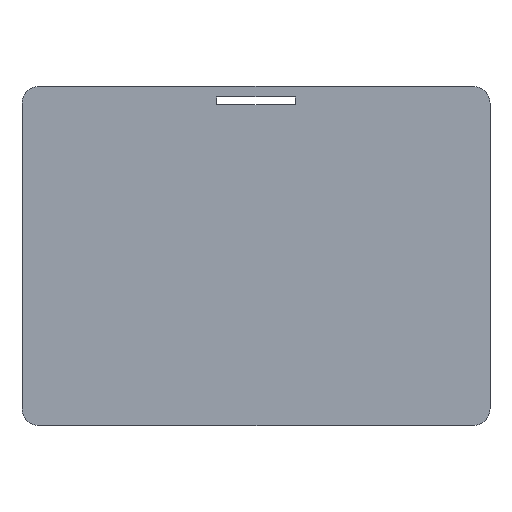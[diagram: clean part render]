
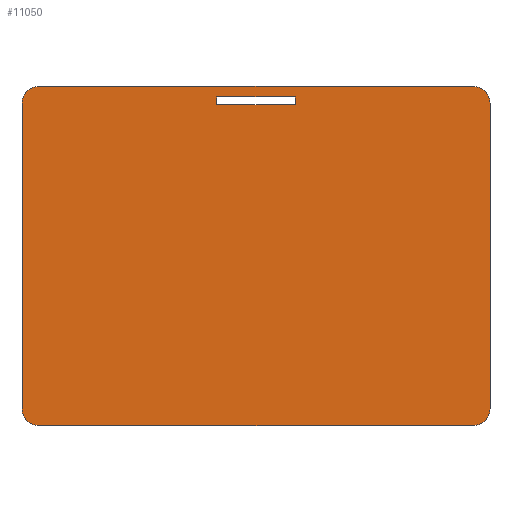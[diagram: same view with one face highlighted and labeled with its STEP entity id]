
A CAD part, front view. The second image highlights one B-rep face of the part: STEP entity #11050.
In plain terms, the highlighted planar face has unit normal (0, -1, 0).
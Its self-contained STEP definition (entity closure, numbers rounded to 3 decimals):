
#136 = EDGE_CURVE ( 'NONE', #13289, #4370, #14100, .T. ) ;
#244 = EDGE_CURVE ( 'NONE', #2532, #13289, #10069, .T. ) ;
#425 = DIRECTION ( 'NONE',  ( 0., 1., 0. ) ) ;
#659 = VERTEX_POINT ( 'NONE', #12838 ) ;
#677 = VERTEX_POINT ( 'NONE', #2316 ) ;
#1017 = ORIENTED_EDGE ( 'NONE', *, *, #8242, .T. ) ;
#1120 = VECTOR ( 'NONE', #3198, 1000. ) ;
#1548 = AXIS2_PLACEMENT_3D ( 'NONE', #13189, #3754, #6109 ) ;
#1585 = AXIS2_PLACEMENT_3D ( 'NONE', #14687, #5294, #9964 ) ;
#1805 = ORIENTED_EDGE ( 'NONE', *, *, #10329, .F. ) ;
#1960 = DIRECTION ( 'NONE',  ( 0., 0., 1. ) ) ;
#1994 = LINE ( 'NONE', #2404, #8624 ) ;
#2316 = CARTESIAN_POINT ( 'NONE',  ( 82.65, 0., 64.5 ) ) ;
#2404 = CARTESIAN_POINT ( 'NONE',  ( 89., 0., -58.15 ) ) ;
#2532 = VERTEX_POINT ( 'NONE', #4238 ) ;
#2573 = EDGE_CURVE ( 'NONE', #677, #3785, #3730, .T. ) ;
#2628 = DIRECTION ( 'NONE',  ( 0., 0., 1. ) ) ;
#2703 = CARTESIAN_POINT ( 'NONE',  ( 82.65, 0., -64.5 ) ) ;
#2960 = LINE ( 'NONE', #7206, #8670 ) ;
#2980 = ORIENTED_EDGE ( 'NONE', *, *, #12854, .F. ) ;
#3179 = EDGE_CURVE ( 'NONE', #3279, #8941, #2960, .T. ) ;
#3198 = DIRECTION ( 'NONE',  ( 0., 0., -1. ) ) ;
#3279 = VERTEX_POINT ( 'NONE', #2703 ) ;
#3614 = CARTESIAN_POINT ( 'NONE',  ( -89., 0., -58.15 ) ) ;
#3730 = CIRCLE ( 'NONE', #10873, 6.35 ) ;
#3754 = DIRECTION ( 'NONE',  ( 0., 1., 0. ) ) ;
#3785 = VERTEX_POINT ( 'NONE', #13848 ) ;
#3839 = VECTOR ( 'NONE', #1960, 1000. ) ;
#3983 = EDGE_LOOP ( 'NONE', ( #9529, #7005, #1017, #6144 ) ) ;
#4112 = ORIENTED_EDGE ( 'NONE', *, *, #11974, .F. ) ;
#4238 = CARTESIAN_POINT ( 'NONE',  ( -15., 0., 57.5 ) ) ;
#4262 = DIRECTION ( 'NONE',  ( 1., 0., 0. ) ) ;
#4370 = VERTEX_POINT ( 'NONE', #15280 ) ;
#4450 = EDGE_CURVE ( 'NONE', #8941, #8414, #7902, .T. ) ;
#4574 = LINE ( 'NONE', #7892, #14156 ) ;
#4801 = CIRCLE ( 'NONE', #7257, 6.35 ) ;
#5208 = DIRECTION ( 'NONE',  ( 0., 0., 1. ) ) ;
#5267 = EDGE_LOOP ( 'NONE', ( #12590, #2980, #10262, #9178, #4112, #1805, #8233, #6636 ) ) ;
#5294 = DIRECTION ( 'NONE',  ( 0., 1., 0. ) ) ;
#5341 = LINE ( 'NONE', #11616, #1120 ) ;
#5416 = VECTOR ( 'NONE', #15282, 1000. ) ;
#6109 = DIRECTION ( 'NONE',  ( 0., 0., 1. ) ) ;
#6144 = ORIENTED_EDGE ( 'NONE', *, *, #12212, .T. ) ;
#6184 = CARTESIAN_POINT ( 'NONE',  ( 82.65, 0., -58.15 ) ) ;
#6361 = CARTESIAN_POINT ( 'NONE',  ( -82.65, 0., 64.5 ) ) ;
#6613 = DIRECTION ( 'NONE',  ( 0., 0., 1. ) ) ;
#6636 = ORIENTED_EDGE ( 'NONE', *, *, #3179, .F. ) ;
#6687 = VERTEX_POINT ( 'NONE', #14517 ) ;
#6712 = DIRECTION ( 'NONE',  ( -1., 0., 0. ) ) ;
#7005 = ORIENTED_EDGE ( 'NONE', *, *, #136, .T. ) ;
#7090 = CARTESIAN_POINT ( 'NONE',  ( -15., 0., 60.5 ) ) ;
#7206 = CARTESIAN_POINT ( 'NONE',  ( -82.65, 0., -64.5 ) ) ;
#7257 = AXIS2_PLACEMENT_3D ( 'NONE', #6184, #12071, #5208 ) ;
#7891 = LINE ( 'NONE', #12682, #3839 ) ;
#7892 = CARTESIAN_POINT ( 'NONE',  ( -82.65, 0., 64.5 ) ) ;
#7902 = CIRCLE ( 'NONE', #1585, 6.35 ) ;
#8001 = EDGE_CURVE ( 'NONE', #6687, #3279, #4801, .T. ) ;
#8233 = ORIENTED_EDGE ( 'NONE', *, *, #4450, .F. ) ;
#8242 = EDGE_CURVE ( 'NONE', #4370, #659, #5341, .T. ) ;
#8414 = VERTEX_POINT ( 'NONE', #3614 ) ;
#8471 = LINE ( 'NONE', #12714, #15106 ) ;
#8506 = VERTEX_POINT ( 'NONE', #10930 ) ;
#8509 = CARTESIAN_POINT ( 'NONE',  ( -82.65, 0., -64.5 ) ) ;
#8619 = CARTESIAN_POINT ( 'NONE',  ( -15., 0., 57.5 ) ) ;
#8624 = VECTOR ( 'NONE', #12771, 1000. ) ;
#8670 = VECTOR ( 'NONE', #10724, 1000. ) ;
#8941 = VERTEX_POINT ( 'NONE', #8509 ) ;
#9085 = DIRECTION ( 'NONE',  ( 0., 1., 0. ) ) ;
#9178 = ORIENTED_EDGE ( 'NONE', *, *, #12799, .F. ) ;
#9529 = ORIENTED_EDGE ( 'NONE', *, *, #244, .T. ) ;
#9758 = AXIS2_PLACEMENT_3D ( 'NONE', #12138, #425, #14559 ) ;
#9923 = FACE_OUTER_BOUND ( 'NONE', #5267, .T. ) ;
#9964 = DIRECTION ( 'NONE',  ( 0., 0., 1. ) ) ;
#10069 = LINE ( 'NONE', #8619, #14671 ) ;
#10262 = ORIENTED_EDGE ( 'NONE', *, *, #2573, .F. ) ;
#10329 = EDGE_CURVE ( 'NONE', #8414, #8506, #7891, .T. ) ;
#10724 = DIRECTION ( 'NONE',  ( -1., 0., 0. ) ) ;
#10873 = AXIS2_PLACEMENT_3D ( 'NONE', #13677, #9085, #6613 ) ;
#10930 = CARTESIAN_POINT ( 'NONE',  ( -89., 0., 58.15 ) ) ;
#11050 = ADVANCED_FACE ( 'NONE', ( #9923, #13948 ), #13322, .F. ) ;
#11616 = CARTESIAN_POINT ( 'NONE',  ( 15., 0., 57.5 ) ) ;
#11672 = CARTESIAN_POINT ( 'NONE',  ( -15., 0., 60.5 ) ) ;
#11974 = EDGE_CURVE ( 'NONE', #8506, #12149, #14377, .T. ) ;
#12071 = DIRECTION ( 'NONE',  ( 0., 1., 0. ) ) ;
#12138 = CARTESIAN_POINT ( 'NONE',  ( 82.65, 0., -58.15 ) ) ;
#12149 = VERTEX_POINT ( 'NONE', #6361 ) ;
#12212 = EDGE_CURVE ( 'NONE', #659, #2532, #8471, .T. ) ;
#12590 = ORIENTED_EDGE ( 'NONE', *, *, #8001, .F. ) ;
#12682 = CARTESIAN_POINT ( 'NONE',  ( -89., 0., -58.15 ) ) ;
#12714 = CARTESIAN_POINT ( 'NONE',  ( -15., 0., 57.5 ) ) ;
#12771 = DIRECTION ( 'NONE',  ( 0., 0., -1. ) ) ;
#12799 = EDGE_CURVE ( 'NONE', #12149, #677, #4574, .T. ) ;
#12838 = CARTESIAN_POINT ( 'NONE',  ( 15., 0., 57.5 ) ) ;
#12854 = EDGE_CURVE ( 'NONE', #3785, #6687, #1994, .T. ) ;
#13189 = CARTESIAN_POINT ( 'NONE',  ( -82.65, 0., 58.15 ) ) ;
#13289 = VERTEX_POINT ( 'NONE', #7090 ) ;
#13322 = PLANE ( 'NONE',  #9758 ) ;
#13677 = CARTESIAN_POINT ( 'NONE',  ( 82.65, 0., 58.15 ) ) ;
#13848 = CARTESIAN_POINT ( 'NONE',  ( 89., 0., 58.15 ) ) ;
#13948 = FACE_BOUND ( 'NONE', #3983, .T. ) ;
#14100 = LINE ( 'NONE', #11672, #5416 ) ;
#14156 = VECTOR ( 'NONE', #4262, 1000. ) ;
#14377 = CIRCLE ( 'NONE', #1548, 6.35 ) ;
#14517 = CARTESIAN_POINT ( 'NONE',  ( 89., 0., -58.15 ) ) ;
#14559 = DIRECTION ( 'NONE',  ( 0., 0., 1. ) ) ;
#14671 = VECTOR ( 'NONE', #2628, 1000. ) ;
#14687 = CARTESIAN_POINT ( 'NONE',  ( -82.65, 0., -58.15 ) ) ;
#15106 = VECTOR ( 'NONE', #6712, 1000. ) ;
#15280 = CARTESIAN_POINT ( 'NONE',  ( 15., 0., 60.5 ) ) ;
#15282 = DIRECTION ( 'NONE',  ( 1., 0., 0. ) ) ;
